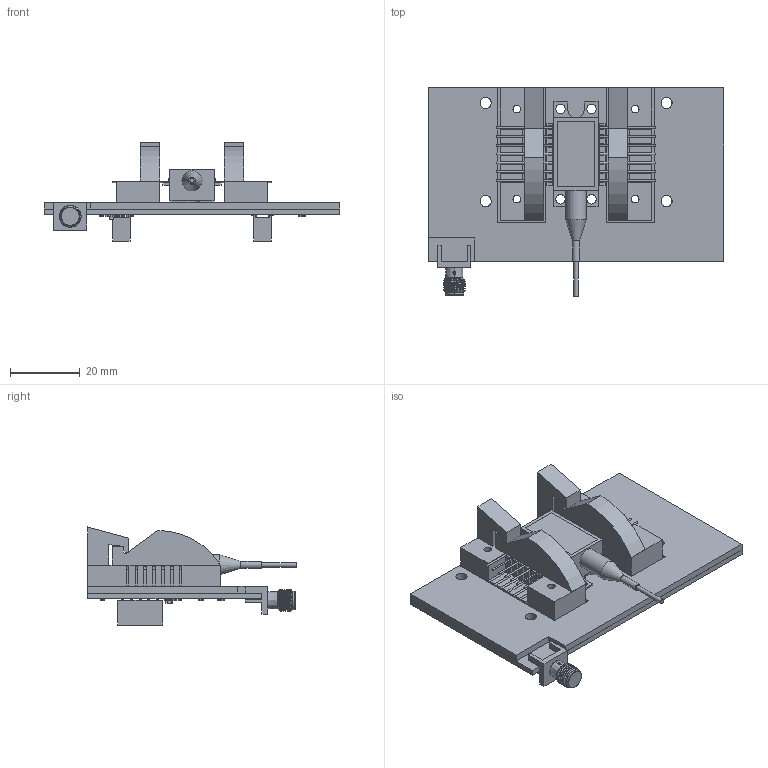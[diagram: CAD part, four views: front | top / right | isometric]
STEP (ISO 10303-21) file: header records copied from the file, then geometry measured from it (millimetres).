
FILE_DESCRIPTION(('KiCad electronic assembly'),'2;1');
FILE_NAME('Kirdy_LD_Adapter.step','2023-12-12T13:04:04',('Pcbnew'),( 'Kicad'),'Open CASCADE STEP processor 7.6','KiCad to STEP converter' ,'Unknown');
FILE_SCHEMA(('AUTOMOTIVE_DESIGN { 1 0 10303 214 1 1 1 1 }'));
Length unit declared in the file: millimetre
Products named in the file (85): Kirdy_LD_Adapter 1; Butterfly-14-Lead; COMPOUND; butterfly_laser_socket_right_asm; butterfly_laser_socket_left_asm; kirdy_LD_adapter_copper_plate; C_0402_1005Metric; SOLID; R_0805_2012Metric; M20-7870542_asm; R_0402_1005Metric; L_0805_2012Metric; 132255-12; FACE; L_0402_1005Metric; kirdy_LD_adapter_type_2 PCB
Assembly tree (97 placements, depth 3):
  Kirdy_LD_Adapter 1
    Butterfly-14-Lead
      COMPOUND
    butterfly_laser_socket_right_asm
      COMPOUND
    butterfly_laser_socket_left_asm
      COMPOUND
    kirdy_LD_adapter_copper_plate
      COMPOUND
    C_0402_1005Metric  x4
      SOLID
    R_0805_2012Metric  x8
      SOLID
    M20-7870542_asm  x2
      COMPOUND
    R_0402_1005Metric  x2
      SOLID
    L_0805_2012Metric
      SOLID
    132255-12
      FACE
      FACE
      FACE
      FACE
      FACE
      FACE
      FACE
      FACE
      FACE
      FACE
      FACE
      FACE
      FACE
      FACE
      FACE
      FACE
      FACE
      FACE
      FACE
      FACE
      FACE
      FACE
      FACE
      FACE
      FACE
      FACE
      FACE
      FACE
      FACE
      FACE
      FACE
      FACE
      FACE
      FACE
      FACE
      FACE
      FACE
      FACE
      FACE
      FACE
Bounding box: 85 x 60.01 x 28.2 mm (x, y, z)
Volume: 25602.2 mm3; surface area: 28769.8 mm2
Topology: 48 solids, 111 shells, 2518 faces, 7171 edges, 4762 vertices
Faces by surface type: plane 1680, cylinder 775, bspline 62, cone 1
Full cylindrical faces by diameter (mm): 0.5 x46, 0.6 x14, 0.8 x14, 1.27 x1, 2 x1, 2.2 x8, 2.7 x4, 2.9 x8, 3.2 x8, 5.8 x1
Entity records: 106056 total; most frequent: CARTESIAN_POINT 23572, DIRECTION 14679, LINE 9720, VECTOR 9720, ORIENTED_EDGE 7782, PCURVE 7782, DEFINITIONAL_REPRESENTATION 7782, EDGE_CURVE 4051
